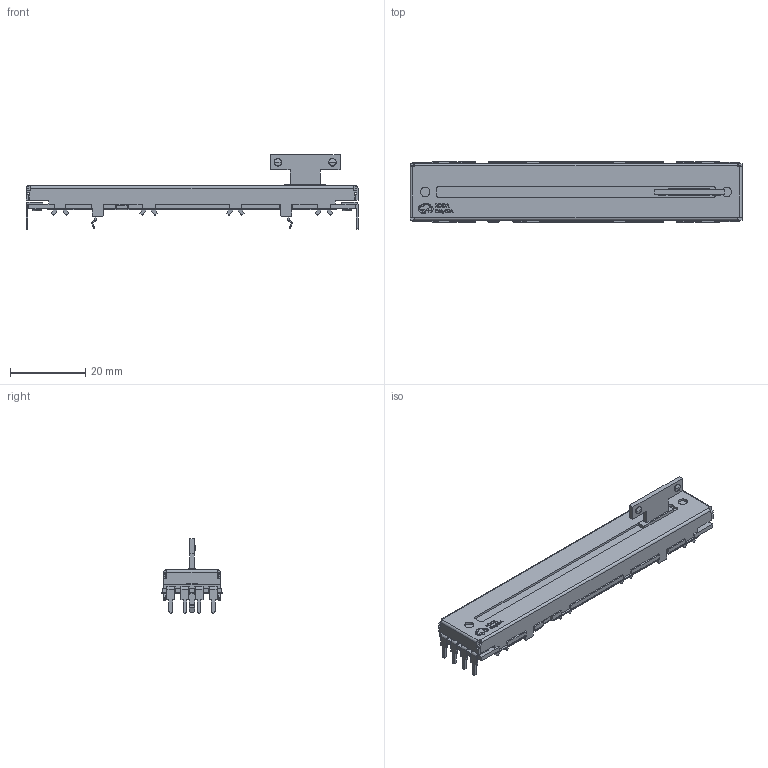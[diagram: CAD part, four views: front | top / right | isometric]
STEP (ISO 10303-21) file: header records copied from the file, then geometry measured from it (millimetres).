
FILE_DESCRIPTION (( 'STEP AP214' ), '1' );
FILE_NAME ('RES-ADJ-TH_L88.0-W16.0_RS60N1219A04.STEP', '2024-03-30T04:47:29', ( 'User' ), ( 'China' ), 'SwSTEP 2.0', 'SolidWorks 2020', '' );
FILE_SCHEMA (( 'AUTOMOTIVE_DESIGN' ));
Length unit declared in the file: millimetre
Products named in the file (1): RES-ADJ-TH_L88.0-W16.0_RS60N1219A04
Bounding box: 88 x 16 x 19.7 mm (x, y, z)
Volume: 8376.9 mm3; surface area: 5331.5 mm2
Topology: 1 solids, 1 shells, 891 faces, 2347 edges, 1522 vertices
Faces by surface type: plane 633, cylinder 130, bspline 98, torus 30
Entity records: 37550 total; most frequent: CARTESIAN_POINT 6187, ORIENTED_EDGE 4694, DIRECTION 4017, EDGE_CURVE 2347, VECTOR 1825, LINE 1825, VERTEX_POINT 1522, AXIS2_PLACEMENT_3D 1096
